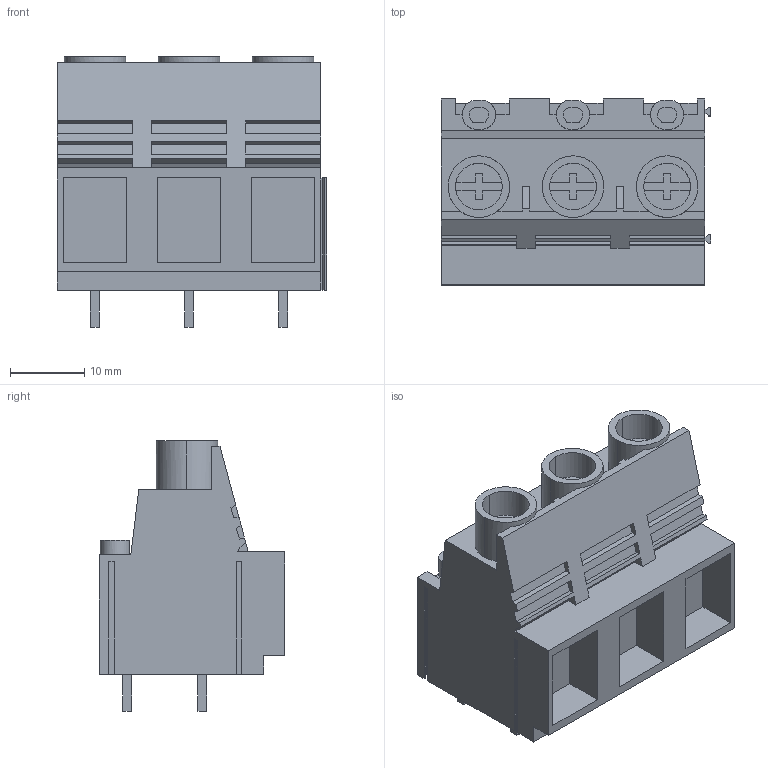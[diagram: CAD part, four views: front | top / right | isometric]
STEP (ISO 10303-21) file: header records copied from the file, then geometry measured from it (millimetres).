
FILE_DESCRIPTION(('CATIA V5 STEP Exchange','CAx-IF Rec.Pracs.--- Model Styling and Organization---1.2---2011-12-15'),'2;1');
FILE_NAME ('D1461536_0_2015160000_2015160000.stp','2018-04-09T05:44:46+00:00',('none'),('Weidmueller'),'CATIA Version 5-6 Release 2014','CATIA V5 STEP AP214','none');
FILE_SCHEMA(('AUTOMOTIVE_DESIGN { 1 0 10303 214 1 1 1 1 }'));
Length unit declared in the file: millimetre
Products named in the file (1): 2015160000
Bounding box: 36.36 x 25.07 x 36.5 mm (x, y, z)
Volume: 16927.3 mm3; surface area: 7787.8 mm2
Topology: 10 solids, 10 shells, 335 faces, 897 edges, 596 vertices
Faces by surface type: plane 305, cylinder 30
Entity records: 9923 total; most frequent: CARTESIAN_POINT 1875, ORIENTED_EDGE 1794, DIRECTION 1384, EDGE_CURVE 897, VECTOR 807, LINE 807, VERTEX_POINT 596, EDGE_LOOP 349
